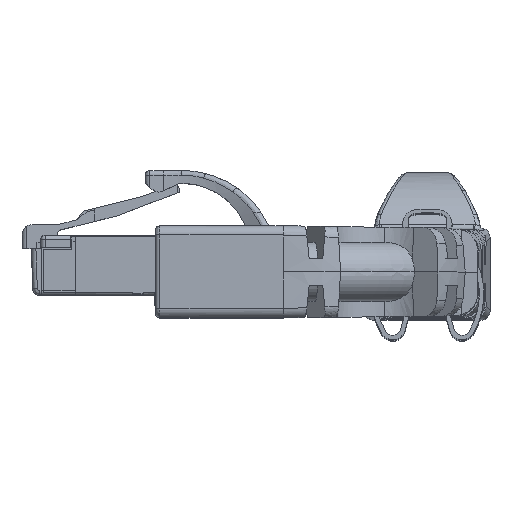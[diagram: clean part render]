
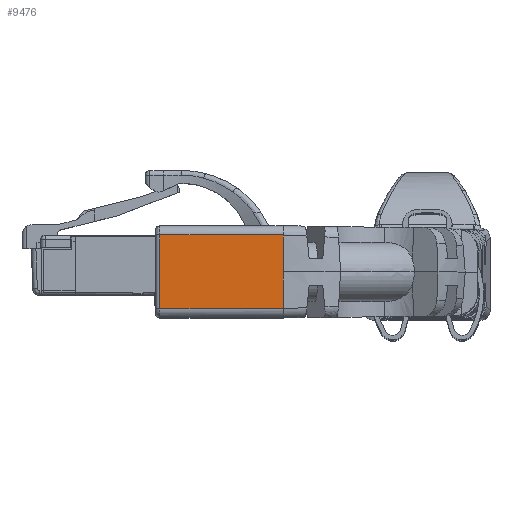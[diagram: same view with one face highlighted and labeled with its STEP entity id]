
A CAD part, top view. The second image highlights one B-rep face of the part: STEP entity #9476.
In plain terms, the highlighted planar face has unit normal (0, 0, 1).
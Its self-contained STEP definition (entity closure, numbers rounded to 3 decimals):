
#9448=AXIS2_PLACEMENT_3D('Plane Axis2P3D',#9445,#9446,#9447) ;
#7516=CARTESIAN_POINT('Vertex',(28.58,7.38,172.13)) ;
#7520=CARTESIAN_POINT('Control Point',(28.58,3.35,172.13)) ;
#7521=CARTESIAN_POINT('Control Point',(28.58,3.601,172.13)) ;
#7522=CARTESIAN_POINT('Control Point',(28.58,4.15,172.13)) ;
#7523=CARTESIAN_POINT('Control Point',(28.58,5.155,172.13)) ;
#7524=CARTESIAN_POINT('Control Point',(28.58,6.31,172.13)) ;
#7525=CARTESIAN_POINT('Control Point',(28.58,7.044,172.13)) ;
#7526=CARTESIAN_POINT('Control Point',(28.58,7.38,172.13)) ;
#7527=CARTESIAN_POINT('Vertex',(28.58,3.35,172.13)) ;
#7965=CARTESIAN_POINT('Vertex',(28.58,11.41,172.13)) ;
#8066=CARTESIAN_POINT('Control Point',(28.58,7.38,172.13)) ;
#8067=CARTESIAN_POINT('Control Point',(28.58,7.716,172.13)) ;
#8068=CARTESIAN_POINT('Control Point',(28.58,8.45,172.13)) ;
#8069=CARTESIAN_POINT('Control Point',(28.58,9.605,172.13)) ;
#8070=CARTESIAN_POINT('Control Point',(28.58,10.61,172.13)) ;
#8071=CARTESIAN_POINT('Control Point',(28.58,11.159,172.13)) ;
#8072=CARTESIAN_POINT('Control Point',(28.58,11.41,172.13)) ;
#9445=CARTESIAN_POINT('Axis2P3D Location',(66.977,2.35,172.13)) ;
#9450=CARTESIAN_POINT('Line Origine',(21.83,11.41,172.13)) ;
#9454=CARTESIAN_POINT('Vertex',(15.08,11.41,172.13)) ;
#9457=CARTESIAN_POINT('Line Origine',(15.08,7.38,172.13)) ;
#9461=CARTESIAN_POINT('Vertex',(15.08,3.35,172.13)) ;
#9464=CARTESIAN_POINT('Line Origine',(21.83,3.35,172.13)) ;
#9446=DIRECTION('Axis2P3D Direction',(0.,0.,-1.)) ;
#9447=DIRECTION('Axis2P3D XDirection',(0.,-1.,0.)) ;
#9451=DIRECTION('Vector Direction',(1.,0.,0.)) ;
#9458=DIRECTION('Vector Direction',(0.,1.,0.)) ;
#9465=DIRECTION('Vector Direction',(-1.,0.,0.)) ;
#9452=VECTOR('Line Direction',#9451,1.) ;
#9459=VECTOR('Line Direction',#9458,1.) ;
#9466=VECTOR('Line Direction',#9465,1.) ;
#9470=ORIENTED_EDGE('',*,*,#7529,.T.) ;
#9471=ORIENTED_EDGE('',*,*,#8073,.T.) ;
#9472=ORIENTED_EDGE('',*,*,#9456,.F.) ;
#9473=ORIENTED_EDGE('',*,*,#9463,.F.) ;
#9474=ORIENTED_EDGE('',*,*,#9468,.F.) ;
#9476=ADVANCED_FACE('RJ45_L40.1\\NAUO1\\Cut-Extrude10',(#9475),#9449,.F.) ;
#7519=B_SPLINE_CURVE_WITH_KNOTS('',3,(#7520,#7521,#7522,#7523,#7524,#7525,#7526),.UNSPECIFIED.,.F.,.U.,(4,1,1,1,4),(38.429,39.24,40.052,40.864,41.676),.UNSPECIFIED.) ;
#8065=B_SPLINE_CURVE_WITH_KNOTS('',3,(#8066,#8067,#8068,#8069,#8070,#8071,#8072),.UNSPECIFIED.,.F.,.U.,(4,1,1,1,4),(0.,0.812,1.623,2.435,3.247),.UNSPECIFIED.) ;
#7529=EDGE_CURVE('',#7528,#7517,#7519,.T.) ;
#8073=EDGE_CURVE('',#7517,#7966,#8065,.T.) ;
#9456=EDGE_CURVE('',#9455,#7966,#9453,.T.) ;
#9463=EDGE_CURVE('',#9462,#9455,#9460,.T.) ;
#9468=EDGE_CURVE('',#7528,#9462,#9467,.T.) ;
#9469=EDGE_LOOP('',(#9470,#9471,#9472,#9473,#9474)) ;
#9475=FACE_OUTER_BOUND('',#9469,.T.) ;
#9453=LINE('Line',#9450,#9452) ;
#9460=LINE('Line',#9457,#9459) ;
#9467=LINE('Line',#9464,#9466) ;
#9449=PLANE('',#9448) ;
#7517=VERTEX_POINT('',#7516) ;
#7528=VERTEX_POINT('',#7527) ;
#7966=VERTEX_POINT('',#7965) ;
#9455=VERTEX_POINT('',#9454) ;
#9462=VERTEX_POINT('',#9461) ;
